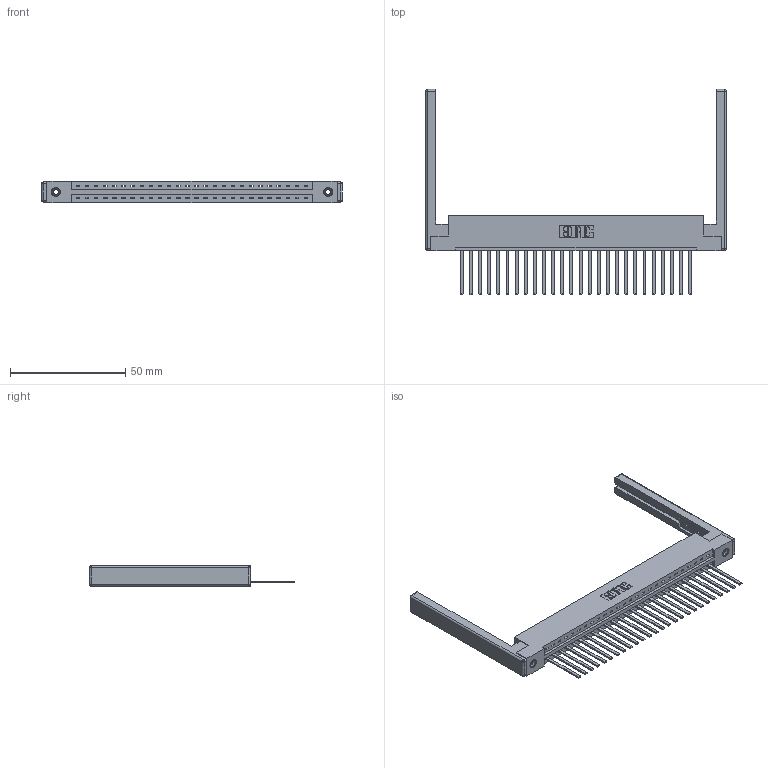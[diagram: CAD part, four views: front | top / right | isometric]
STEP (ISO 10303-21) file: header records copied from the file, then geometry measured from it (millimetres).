
FILE_DESCRIPTION (( 'STEP AP203' ), '1' );
FILE_NAME ('337-026-544-168.STEP', '2019-09-30T19:02:18', ( '' ), ( '' ), 'SwSTEP 2.0', 'SolidWorks 2016', '' );
FILE_SCHEMA (( 'CONFIG_CONTROL_DESIGN' ));
Length unit declared in the file: inch
Products named in the file (5): 345-250-001_345-250-001-102; 337-026-544-168; 307-220-068; 337 Part_Flush Mounting Lugs - 0.156 Dia-TI; 345-292-001_345-293-144
Assembly tree (31 placements, depth 2):
  337-026-544-168
    337 Part_Flush Mounting Lugs - 0.156 Dia-TI
    345-292-001_345-293-144  x26
    345-250-001_345-250-001-102  x2
    307-220-068  x2
Bounding box: 130.45 x 89.03 x 9.4 mm (x, y, z)
Volume: 18050.7 mm3; surface area: 19109.4 mm2
Topology: 31 solids, 31 shells, 1724 faces, 5121 edges, 3358 vertices
Faces by surface type: plane 1250, cylinder 450, cone 12, sphere 8, torus 4
Entity records: 23972 total; most frequent: CARTESIAN_POINT 4129, ORIENTED_EDGE 4080, DIRECTION 3578, EDGE_CURVE 2040, VECTOR 1866, LINE 1866, VERTEX_POINT 1350, AXIS2_PLACEMENT_3D 856
